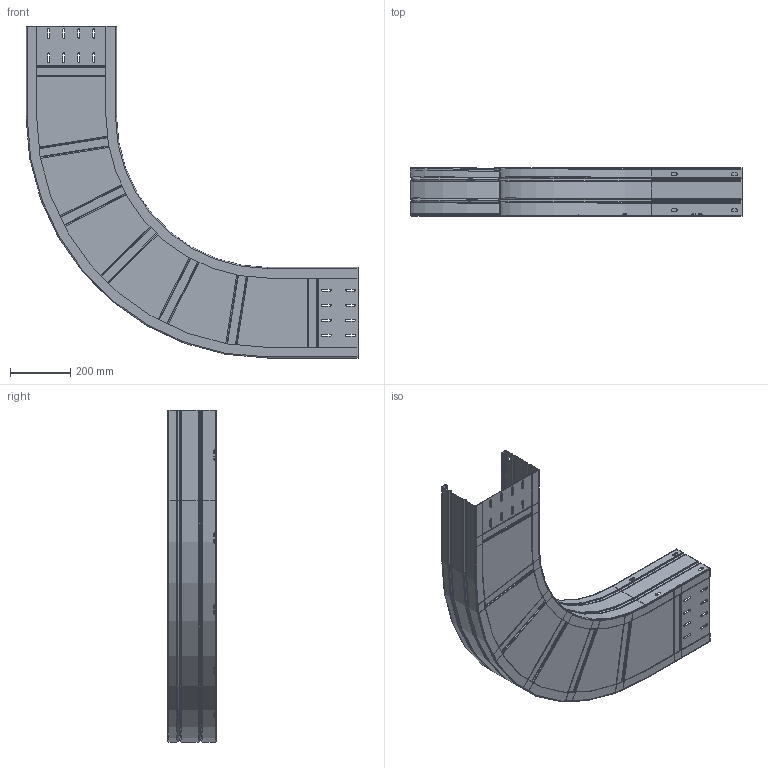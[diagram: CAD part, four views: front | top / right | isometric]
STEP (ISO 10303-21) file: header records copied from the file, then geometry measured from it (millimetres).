
FILE_DESCRIPTION((''),'2;1');
FILE_NAME('KTS_06_048-002_1-6098707_ASM','2012-12-18T',('AndreasKeweloh'),(''),'PRO/ENGINEER BY PARAMETRIC TECHNOLOGY CORPORATION, 2012230','PRO/ENGINEER BY PARAMETRIC TECHNOLOGY CORPORATION, 2012230','');
FILE_SCHEMA(('CONFIG_CONTROL_DESIGN'));
Length unit declared in the file: millimetre
Products named in the file (4): KTS_05_013-039_R_800; KTS_05_013-038; KTS_06_133-002; KTS_06_048-002_1-6098707_ASM
Assembly tree (3 placements, depth 2):
  KTS_06_048-002_1-6098707_ASM
    KTS_05_013-039_R_800
    KTS_05_013-038
    KTS_06_133-002
Bounding box: 1100 x 160 x 1100 mm (x, y, z)
Volume: 2167998.3 mm3; surface area: 2431667.9 mm2
Topology: 3 solids, 3 shells, 608 faces, 1532 edges, 930 vertices
Faces by surface type: cylinder 290, plane 238, torus 40, bspline 40
Entity records: 19271 total; most frequent: CARTESIAN_POINT 4207, DIRECTION 3310, ORIENTED_EDGE 3064, EDGE_CURVE 1532, AXIS2_PLACEMENT_3D 1238, VERTEX_POINT 930, VECTOR 834, LINE 834
